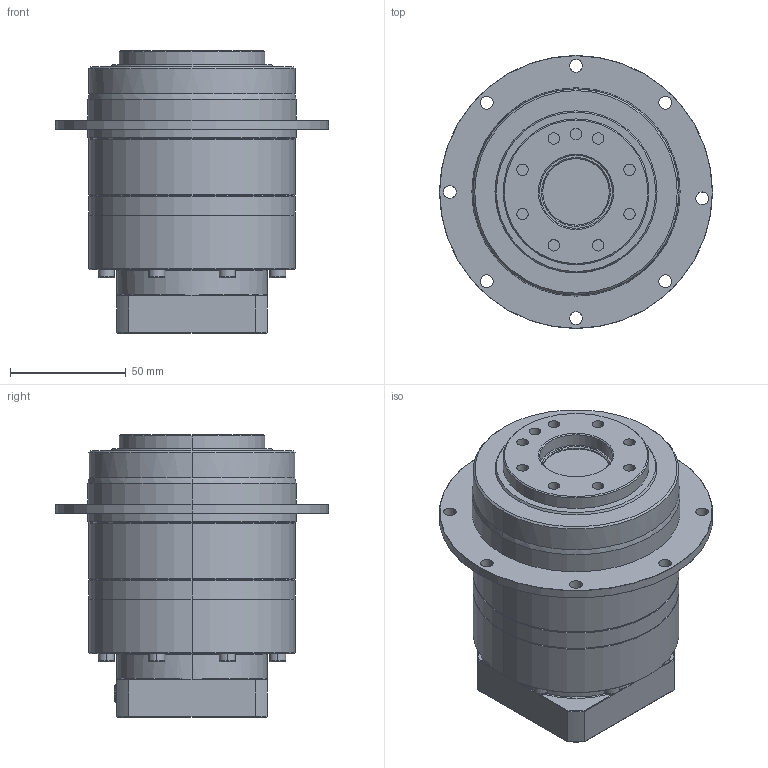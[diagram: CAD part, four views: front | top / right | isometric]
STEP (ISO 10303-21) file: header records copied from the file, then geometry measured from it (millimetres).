
FILE_DESCRIPTION (( 'STEP AP214' ), '1' );
FILE_NAME ('PGD090-25A2.STEP', '2015-07-01T19:34:11', ( '' ), ( '' ), 'SwSTEP 2.0', 'SolidWorks 2015', '' );
FILE_SCHEMA (( 'AUTOMOTIVE_DESIGN' ));
Length unit declared in the file: millimetre
Products named in the file (1): PGD090-25A2
Bounding box: 118 x 118 x 122.02 mm (x, y, z)
Volume: 672606.6 mm3; surface area: 75166.7 mm2
Topology: 5 solids, 14 shells, 502 faces, 1168 edges, 742 vertices
Faces by surface type: plane 259, cylinder 150, cone 45, torus 36, bspline 12
Entity records: 16461 total; most frequent: CARTESIAN_POINT 4681, DIRECTION 2509, ORIENTED_EDGE 2328, EDGE_CURVE 1164, AXIS2_PLACEMENT_3D 920, VERTEX_POINT 742, VECTOR 669, LINE 669
